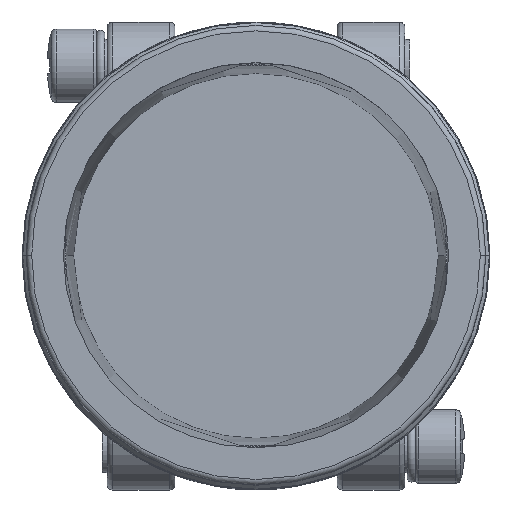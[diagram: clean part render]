
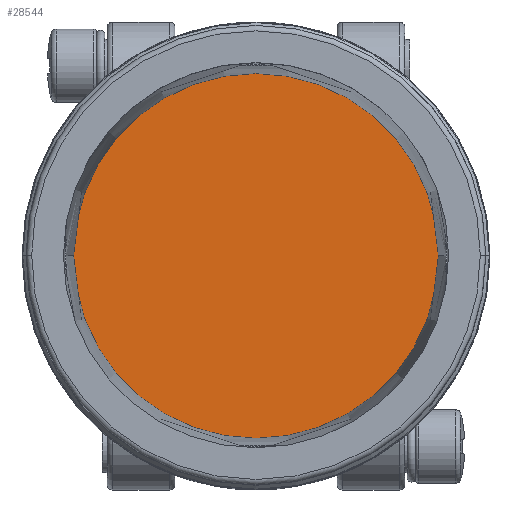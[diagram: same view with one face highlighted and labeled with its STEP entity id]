
A CAD part, top view. The second image highlights one B-rep face of the part: STEP entity #28544.
In plain terms, the highlighted planar face has unit normal (0, 0, 1).
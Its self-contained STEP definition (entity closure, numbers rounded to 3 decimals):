
#2939=CARTESIAN_POINT('',(0.,0.,-36.5));
#2940=DIRECTION('',(0.,0.,-1.));
#2941=DIRECTION('',(1.,0.,0.));
#2942=AXIS2_PLACEMENT_3D('',#2939,#2940,#2941);
#3219=CARTESIAN_POINT('',(0.,0.,-36.5));
#3220=DIRECTION('',(0.,0.,-1.));
#3221=DIRECTION('',(-1.,0.,0.));
#3222=AXIS2_PLACEMENT_3D('',#3219,#3220,#3221);
#14810=CARTESIAN_POINT('',(16.675,0.,-36.5));
#14811=CARTESIAN_POINT('',(-16.675,0.,-36.5));
#14812=VERTEX_POINT('',#14810);
#14813=VERTEX_POINT('',#14811);
#28535=CARTESIAN_POINT('',(0.,0.,-36.5));
#28536=DIRECTION('',(0.,0.,-1.));
#28537=DIRECTION('',(0.,-1.,0.));
#28538=AXIS2_PLACEMENT_3D('',#28535,#28536,#28537);
#28539=PLANE('',#28538);
#28540=ORIENTED_EDGE('',*,*,#20827,.T.);
#28541=ORIENTED_EDGE('',*,*,#21000,.T.);
#28542=EDGE_LOOP('',(#28540,#28541));
#28543=FACE_OUTER_BOUND('',#28542,.F.);
#28544=ADVANCED_FACE('',(#28543),#28539,.F.);
#2943=CIRCLE('',#2942,16.675);
#3223=CIRCLE('',#3222,16.675);
#20827=EDGE_CURVE('',#14812,#14813,#2943,.T.);
#21000=EDGE_CURVE('',#14813,#14812,#3223,.T.);
